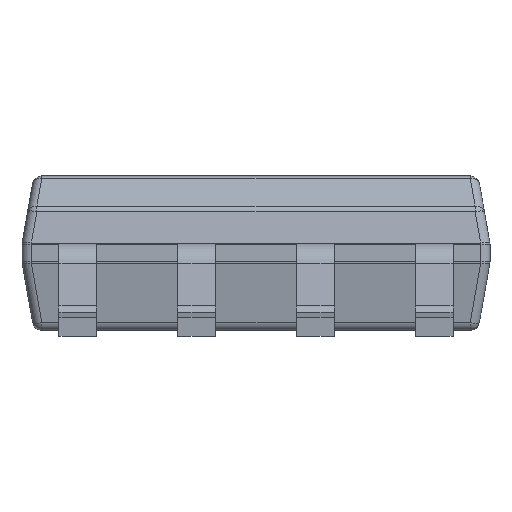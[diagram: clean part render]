
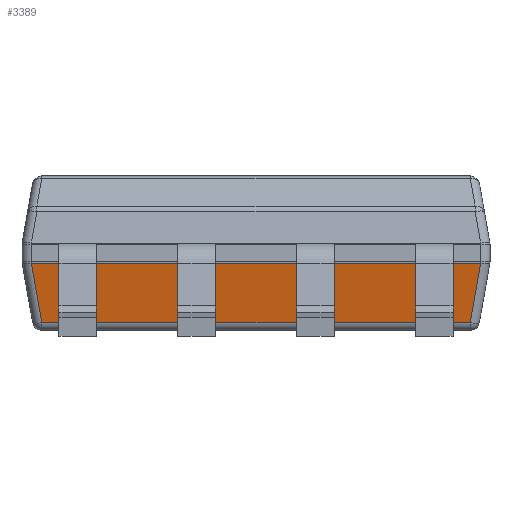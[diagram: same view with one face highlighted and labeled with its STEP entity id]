
A CAD part, front view. The second image highlights one B-rep face of the part: STEP entity #3389.
In plain terms, the highlighted planar face has unit normal (0, -0.985, -0.174).
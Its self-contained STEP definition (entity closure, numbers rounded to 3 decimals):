
#242=LINE('',#5503,#540);
#295=LINE('',#5686,#593);
#300=LINE('',#5693,#598);
#301=LINE('',#5695,#599);
#540=VECTOR('',#3927,10.);
#593=VECTOR('',#4150,10.);
#598=VECTOR('',#4159,10.);
#599=VECTOR('',#4162,10.);
#893=FACE_OUTER_BOUND('',#1081,.T.);
#1081=EDGE_LOOP('',(#2497,#2498,#2499,#2500));
#1409=VERTEX_POINT('',#5463);
#1412=VERTEX_POINT('',#5470);
#1417=VERTEX_POINT('',#5480);
#1422=VERTEX_POINT('',#5493);
#1785=EDGE_CURVE('',#1422,#1417,#242,.T.);
#1883=EDGE_CURVE('',#1412,#1422,#295,.T.);
#1888=EDGE_CURVE('',#1417,#1409,#300,.T.);
#1889=EDGE_CURVE('',#1409,#1412,#301,.T.);
#2497=ORIENTED_EDGE('',*,*,#1785,.F.);
#2498=ORIENTED_EDGE('',*,*,#1883,.F.);
#2499=ORIENTED_EDGE('',*,*,#1889,.F.);
#2500=ORIENTED_EDGE('',*,*,#1888,.F.);
#3221=PLANE('',#3658);
#3389=ADVANCED_FACE('',(#893),#3221,.T.);
#3658=AXIS2_PLACEMENT_3D('',#5698,#4166,#4167);
#3927=DIRECTION('',(1.,0.,0.));
#4150=DIRECTION('',(-0.171,-0.171,0.97));
#4159=DIRECTION('',(-0.171,0.171,-0.97));
#4162=DIRECTION('',(-1.,0.,0.));
#4166=DIRECTION('center_axis',(0.,-0.985,
-0.174));
#4167=DIRECTION('ref_axis',(0.,0.174,-0.985));
#5463=CARTESIAN_POINT('',(2.288,-1.837,0.143));
#5470=CARTESIAN_POINT('',(-2.288,-1.837,0.143));
#5480=CARTESIAN_POINT('',(2.4,-1.948,0.777));
#5493=CARTESIAN_POINT('',(-2.4,-1.948,0.777));
#5503=CARTESIAN_POINT('',(-2.5,-1.948,0.777));
#5686=CARTESIAN_POINT('',(-2.462,-2.011,1.13));
#5693=CARTESIAN_POINT('',(2.389,-1.938,0.715));
#5695=CARTESIAN_POINT('',(-2.5,-1.837,0.143));
#5698=CARTESIAN_POINT('Origin',(-2.5,-2.111,1.696));
